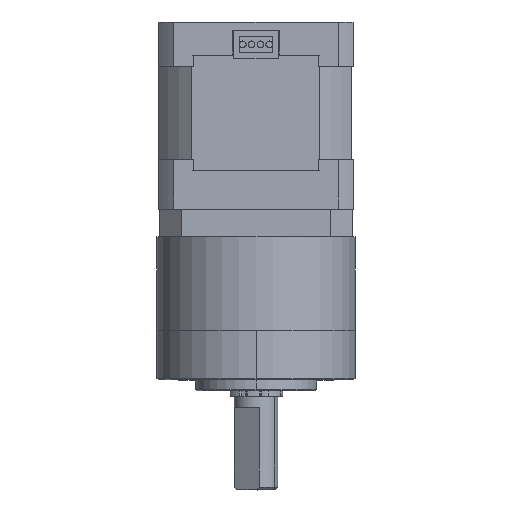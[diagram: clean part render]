
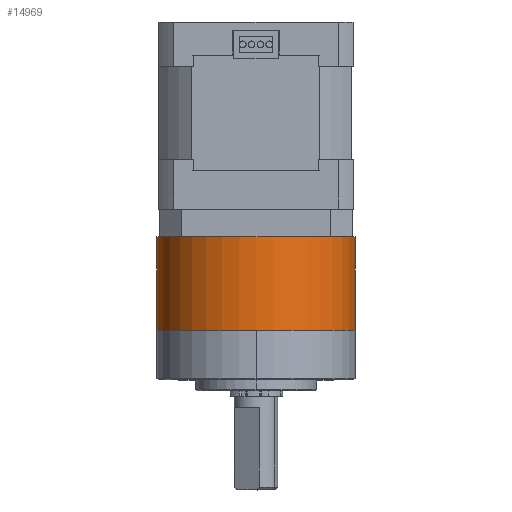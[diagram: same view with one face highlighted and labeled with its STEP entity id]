
A CAD part, top view. The second image highlights one B-rep face of the part: STEP entity #14969.
In plain terms, the highlighted cylindrical face has radius 18 mm (diameter 36 mm), a partial arc.
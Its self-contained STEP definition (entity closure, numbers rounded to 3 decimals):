
#713 = VERTEX_POINT ( 'NONE', #15141 ) ;
#1287 = CARTESIAN_POINT ( 'NONE',  ( -18., 0., 17. ) ) ;
#1837 = AXIS2_PLACEMENT_3D ( 'NONE', #5437, #22415, #11063 ) ;
#3121 = VECTOR ( 'NONE', #20120, 1000. ) ;
#3368 = ORIENTED_EDGE ( 'NONE', *, *, #14695, .F. ) ;
#3753 = AXIS2_PLACEMENT_3D ( 'NONE', #10088, #15363, #15593 ) ;
#3905 = AXIS2_PLACEMENT_3D ( 'NONE', #7241, #22026, #16667 ) ;
#5437 = CARTESIAN_POINT ( 'NONE',  ( 0., 0., 17. ) ) ;
#5687 = FACE_OUTER_BOUND ( 'NONE', #20392, .T. ) ;
#6432 = LINE ( 'NONE', #1287, #11023 ) ;
#7241 = CARTESIAN_POINT ( 'NONE',  ( 0., 0., 0. ) ) ;
#7674 = VERTEX_POINT ( 'NONE', #12318 ) ;
#7721 = CARTESIAN_POINT ( 'NONE',  ( 18., 0., 17. ) ) ;
#8192 = EDGE_CURVE ( 'NONE', #7674, #20935, #6432, .T. ) ;
#8962 = VERTEX_POINT ( 'NONE', #7721 ) ;
#9352 = LINE ( 'NONE', #16828, #3121 ) ;
#9999 = CIRCLE ( 'NONE', #3753, 18. ) ;
#10088 = CARTESIAN_POINT ( 'NONE',  ( 0., 0., 17. ) ) ;
#10529 = CIRCLE ( 'NONE', #3905, 18. ) ;
#11023 = VECTOR ( 'NONE', #19385, 1000. ) ;
#11063 = DIRECTION ( 'NONE',  ( -1., 0., 0. ) ) ;
#11888 = ORIENTED_EDGE ( 'NONE', *, *, #16484, .T. ) ;
#12318 = CARTESIAN_POINT ( 'NONE',  ( -18., 0., 17. ) ) ;
#12778 = ORIENTED_EDGE ( 'NONE', *, *, #8192, .T. ) ;
#14207 = CARTESIAN_POINT ( 'NONE',  ( -18., 0., 0. ) ) ;
#14695 = EDGE_CURVE ( 'NONE', #7674, #8962, #9999, .T. ) ;
#14969 = ADVANCED_FACE ( 'NONE', ( #5687 ), #16583, .T. ) ;
#15141 = CARTESIAN_POINT ( 'NONE',  ( 18., 0., 0. ) ) ;
#15363 = DIRECTION ( 'NONE',  ( 0., 0., 1. ) ) ;
#15593 = DIRECTION ( 'NONE',  ( 1., 0., 0. ) ) ;
#16484 = EDGE_CURVE ( 'NONE', #20935, #713, #10529, .T. ) ;
#16583 = CYLINDRICAL_SURFACE ( 'NONE', #1837, 18. ) ;
#16667 = DIRECTION ( 'NONE',  ( 1., 0., 0. ) ) ;
#16828 = CARTESIAN_POINT ( 'NONE',  ( 18., 0., 17. ) ) ;
#19385 = DIRECTION ( 'NONE',  ( 0., 0., -1. ) ) ;
#20120 = DIRECTION ( 'NONE',  ( 0., 0., -1. ) ) ;
#20392 = EDGE_LOOP ( 'NONE', ( #23349, #3368, #12778, #11888 ) ) ;
#20935 = VERTEX_POINT ( 'NONE', #14207 ) ;
#22026 = DIRECTION ( 'NONE',  ( 0., 0., 1. ) ) ;
#22415 = DIRECTION ( 'NONE',  ( 0., 0., -1. ) ) ;
#23255 = EDGE_CURVE ( 'NONE', #8962, #713, #9352, .T. ) ;
#23349 = ORIENTED_EDGE ( 'NONE', *, *, #23255, .F. ) ;
